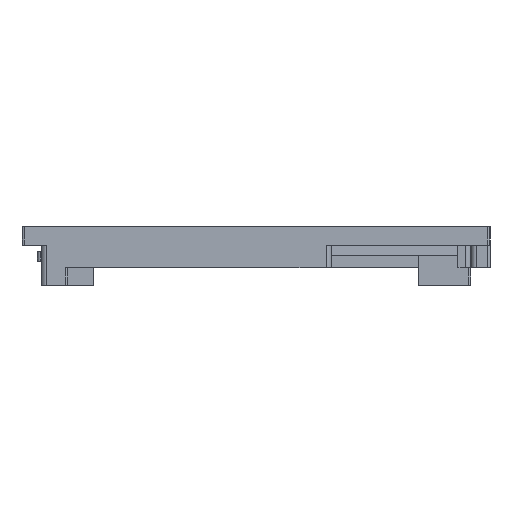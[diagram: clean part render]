
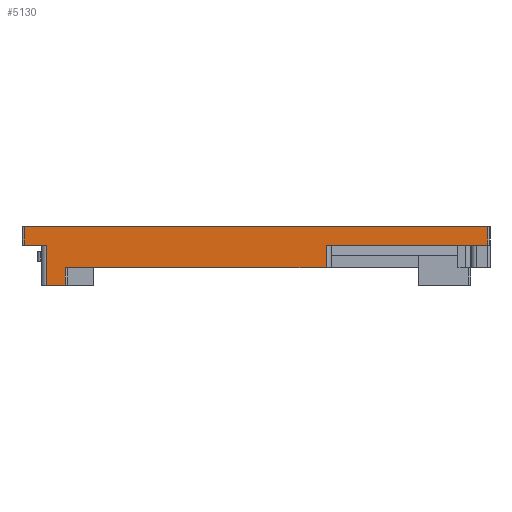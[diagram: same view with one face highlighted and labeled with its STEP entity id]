
A CAD part, left-side view. The second image highlights one B-rep face of the part: STEP entity #5130.
In plain terms, the highlighted planar face has unit normal (-1, 0, 0).
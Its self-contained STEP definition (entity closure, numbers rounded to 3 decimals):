
#306=PLANE('',#5390);
#558=FACE_OUTER_BOUND('',#836,.T.);
#836=EDGE_LOOP('',(#4546,#4547,#4548,#4549,#4550,#4551,#4552,#4553,#4554,
#4555));
#1205=LINE('',#8539,#1724);
#1307=LINE('',#8773,#1826);
#1309=LINE('',#8780,#1828);
#1311=LINE('',#8788,#1830);
#1317=LINE('',#8802,#1836);
#1318=LINE('',#8806,#1837);
#1322=LINE('',#8814,#1841);
#1325=LINE('',#8823,#1844);
#1326=LINE('',#8825,#1845);
#1327=LINE('',#8826,#1846);
#1724=VECTOR('',#6058,44.558);
#1826=VECTOR('',#6248,3.859);
#1828=VECTOR('',#6256,1.778);
#1830=VECTOR('',#6264,25.041);
#1836=VECTOR('',#6276,1.7);
#1837=VECTOR('',#6281,2.159);
#1841=VECTOR('',#6289,1.832);
#1844=VECTOR('',#6300,1.629);
#1845=VECTOR('',#6301,0.508);
#1846=VECTOR('',#6302,1.778);
#2395=VERTEX_POINT('',#8536);
#2396=VERTEX_POINT('',#8538);
#2483=VERTEX_POINT('',#8770);
#2484=VERTEX_POINT('',#8772);
#2486=VERTEX_POINT('',#8778);
#2488=VERTEX_POINT('',#8783);
#2489=VERTEX_POINT('',#8786);
#2494=VERTEX_POINT('',#8800);
#2495=VERTEX_POINT('',#8804);
#2500=VERTEX_POINT('',#8824);
#3071=EDGE_CURVE('',#2396,#2395,#1205,.T.);
#3185=EDGE_CURVE('',#2484,#2483,#1307,.T.);
#3189=EDGE_CURVE('',#2486,#2395,#1309,.T.);
#3193=EDGE_CURVE('',#2489,#2488,#1311,.T.);
#3200=EDGE_CURVE('',#2488,#2494,#1317,.T.);
#3202=EDGE_CURVE('',#2489,#2495,#1318,.T.);
#3206=EDGE_CURVE('',#2494,#2483,#1322,.T.);
#3211=EDGE_CURVE('',#2486,#2484,#1325,.T.);
#3212=EDGE_CURVE('',#2500,#2495,#1326,.T.);
#3213=EDGE_CURVE('',#2500,#2396,#1327,.T.);
#4546=ORIENTED_EDGE('',*,*,#3071,.T.);
#4547=ORIENTED_EDGE('',*,*,#3189,.F.);
#4548=ORIENTED_EDGE('',*,*,#3211,.T.);
#4549=ORIENTED_EDGE('',*,*,#3185,.T.);
#4550=ORIENTED_EDGE('',*,*,#3206,.F.);
#4551=ORIENTED_EDGE('',*,*,#3200,.F.);
#4552=ORIENTED_EDGE('',*,*,#3193,.F.);
#4553=ORIENTED_EDGE('',*,*,#3202,.T.);
#4554=ORIENTED_EDGE('',*,*,#3212,.F.);
#4555=ORIENTED_EDGE('',*,*,#3213,.T.);
#5130=ADVANCED_FACE('',(#558),#306,.T.);
#5390=AXIS2_PLACEMENT_3D('',#8822,#6298,#6299);
#6058=DIRECTION('',(0.,1.,0.));
#6248=DIRECTION('',(0.,0.,-1.));
#6256=DIRECTION('',(0.,0.,1.));
#6264=DIRECTION('',(0.,1.,0.));
#6276=DIRECTION('',(0.,0.,-1.));
#6281=DIRECTION('',(0.,0.,1.));
#6289=DIRECTION('',(0.,1.,0.));
#6298=DIRECTION('center_axis',(-1.,0.,0.));
#6299=DIRECTION('ref_axis',(0.,1.,0.));
#6300=DIRECTION('',(0.,-1.,0.));
#6301=DIRECTION('',(0.,1.,0.));
#6302=DIRECTION('',(0.,0.,1.));
#8536=CARTESIAN_POINT('',(0.124,41.067,10.922));
#8538=CARTESIAN_POINT('',(0.124,-3.491,10.922));
#8539=CARTESIAN_POINT('',(0.124,-3.491,10.922));
#8770=CARTESIAN_POINT('',(0.124,38.931,5.285));
#8772=CARTESIAN_POINT('',(0.124,38.931,9.144));
#8773=CARTESIAN_POINT('',(0.124,38.931,9.144));
#8778=CARTESIAN_POINT('',(0.124,41.067,9.144));
#8780=CARTESIAN_POINT('',(0.124,41.067,9.144));
#8783=CARTESIAN_POINT('',(0.124,37.099,6.985));
#8786=CARTESIAN_POINT('',(0.124,12.057,6.985));
#8788=CARTESIAN_POINT('',(0.124,12.057,6.985));
#8800=CARTESIAN_POINT('',(0.124,37.099,5.285));
#8802=CARTESIAN_POINT('',(0.124,37.099,6.985));
#8804=CARTESIAN_POINT('',(0.124,12.057,9.144));
#8806=CARTESIAN_POINT('',(0.124,12.057,6.985));
#8814=CARTESIAN_POINT('',(0.124,37.099,5.285));
#8822=CARTESIAN_POINT('Origin',(0.124,11.549,9.144));
#8823=CARTESIAN_POINT('',(0.124,41.067,9.144));
#8824=CARTESIAN_POINT('',(0.124,-3.491,9.144));
#8825=CARTESIAN_POINT('',(0.124,11.549,9.144));
#8826=CARTESIAN_POINT('',(0.124,-3.491,9.144));
